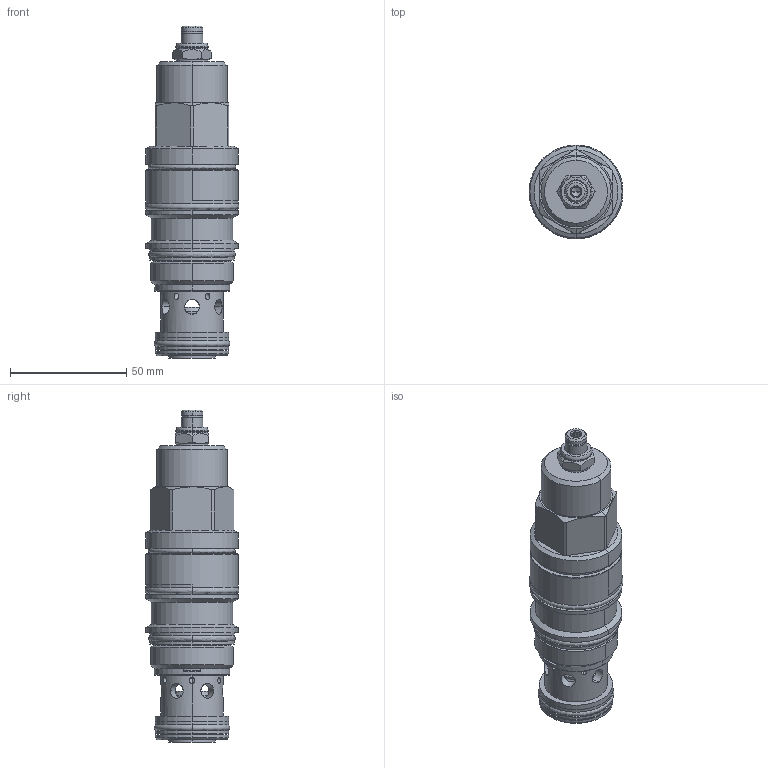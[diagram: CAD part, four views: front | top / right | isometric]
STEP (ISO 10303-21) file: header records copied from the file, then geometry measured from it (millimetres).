
FILE_DESCRIPTION((''),'2;1');
FILE_NAME('CAGA-LHN_PRT','2015-04-21T',('Administrator'),(''),'PRO/ENGINEER BY PARAMETRIC TECHNOLOGY CORPORATION, 2006240','PRO/ENGINEER BY PARAMETRIC TECHNOLOGY CORPORATION, 2006240','');
FILE_SCHEMA(('CONFIG_CONTROL_DESIGN'));
Length unit declared in the file: inch
Products named in the file (1): CAGA-LHN_PRT
Bounding box: 40.36 x 40.35 x 142.62 mm (x, y, z)
Volume: 72287 mm3; surface area: 38295.1 mm2
Topology: 8 solids, 9 shells, 387 faces, 901 edges, 542 vertices
Faces by surface type: cylinder 156, plane 85, cone 83, torus 44, revolution 16, sphere 3
Entity records: 14803 total; most frequent: CARTESIAN_POINT 5857, DIRECTION 1930, ORIENTED_EDGE 1794, EDGE_CURVE 897, AXIS2_PLACEMENT_3D 808, VERTEX_POINT 542, EDGE_LOOP 455, CIRCLE 437
